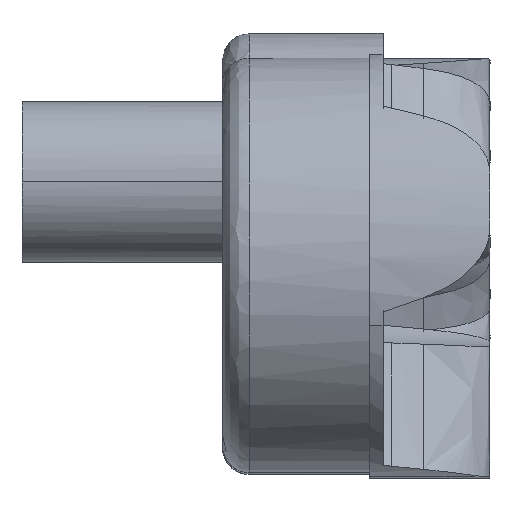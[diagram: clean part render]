
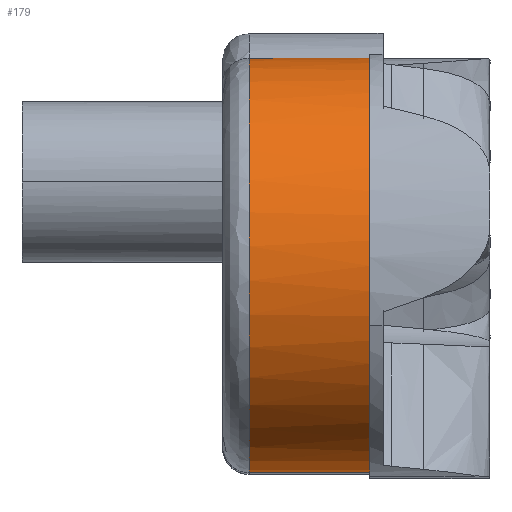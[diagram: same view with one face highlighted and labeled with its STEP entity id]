
A CAD part, top view. The second image highlights one B-rep face of the part: STEP entity #179.
In plain terms, the highlighted cylindrical face has radius 1.55 mm (diameter 3.1 mm), a partial arc.
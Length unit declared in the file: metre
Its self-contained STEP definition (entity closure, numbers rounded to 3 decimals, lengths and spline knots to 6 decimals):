
#179 = ADVANCED_FACE( '', ( #324 ), #325, .T. );
#324 = FACE_OUTER_BOUND( '', #615, .T. );
#325 = CYLINDRICAL_SURFACE( '', #616, 0.00155 );
#615 = EDGE_LOOP( '', ( #2806, #2807, #2808, #2809 ) );
#616 = AXIS2_PLACEMENT_3D( '', #2810, #2811, #2812 );
#2806 = ORIENTED_EDGE( '', *, *, #3740, .T. );
#2807 = ORIENTED_EDGE( '', *, *, #3741, .T. );
#2808 = ORIENTED_EDGE( '', *, *, #3742, .T. );
#2809 = ORIENTED_EDGE( '', *, *, #3743, .F. );
#2810 = CARTESIAN_POINT( '', ( 0.01806, 0.00001, 0.00405 ) );
#2811 = DIRECTION( '', ( -1., 0., 0. ) );
#2812 = DIRECTION( '', ( 0., 1., 0. ) );
#3740 = EDGE_CURVE( '', #4112, #4113, #4114, .T. );
#3741 = EDGE_CURVE( '', #4113, #4115, #4116, .T. );
#3742 = EDGE_CURVE( '', #4115, #4117, #4118, .T. );
#3743 = EDGE_CURVE( '', #4112, #4117, #4119, .T. );
#4112 = VERTEX_POINT( '', #4744 );
#4113 = VERTEX_POINT( '', #4745 );
#4114 = LINE( '', #4746, #4747 );
#4115 = VERTEX_POINT( '', #4748 );
#4116 = B_SPLINE_CURVE_WITH_KNOTS( '', 3, ( #4749, #4750, #4751, #4752, #4753, #4754, #4755, #4756, #4757, #4758, #4759, #4760, #4761, #4762, #4763, #4764, #4765, #4766 ), .UNSPECIFIED., .F., .F., ( 4, 2, 2, 2, 2, 2, 2, 2, 4 ), ( 0., 0.125, 0.25, 0.375, 0.5, 0.625, 0.75, 0.875, 1. ), .UNSPECIFIED. );
#4117 = VERTEX_POINT( '', #4767 );
#4118 = LINE( '', #4768, #4769 );
#4119 = B_SPLINE_CURVE_WITH_KNOTS( '', 5, ( #4770, #4771, #4772, #4773, #4774, #4775 ), .UNSPECIFIED., .F., .F., ( 6, 6 ), ( 0., 1. ), .UNSPECIFIED. );
#4744 = CARTESIAN_POINT( '', ( 0.01761, -0.00154, 0.00405 ) );
#4745 = CARTESIAN_POINT( '', ( 0.01851, -0.00154, 0.00405 ) );
#4746 = CARTESIAN_POINT( '', ( 0.01761, -0.00154, 0.00405 ) );
#4747 = VECTOR( '', #6595, 1. );
#4748 = CARTESIAN_POINT( '', ( 0.01851, 0.00156, 0.00405 ) );
#4749 = CARTESIAN_POINT( '', ( 0.01851, -0.00154, 0.00405 ) );
#4750 = CARTESIAN_POINT( '', ( 0.01851, -0.00154, 0.004253 ) );
#4751 = CARTESIAN_POINT( '', ( 0.01851, -0.0015, 0.004456 ) );
#4752 = CARTESIAN_POINT( '', ( 0.01851, -0.001344, 0.004831 ) );
#4753 = CARTESIAN_POINT( '', ( 0.01851, -0.001229, 0.005003 ) );
#4754 = CARTESIAN_POINT( '', ( 0.01851, -0.000943, 0.005289 ) );
#4755 = CARTESIAN_POINT( '', ( 0.01851, -0.000771, 0.005404 ) );
#4756 = CARTESIAN_POINT( '', ( 0.01851, -0.000396, 0.00556 ) );
#4757 = CARTESIAN_POINT( '', ( 0.01851, -0.000193, 0.0056 ) );
#4758 = CARTESIAN_POINT( '', ( 0.01851, 0.000213, 0.0056 ) );
#4759 = CARTESIAN_POINT( '', ( 0.01851, 0.000416, 0.00556 ) );
#4760 = CARTESIAN_POINT( '', ( 0.01851, 0.000791, 0.005404 ) );
#4761 = CARTESIAN_POINT( '', ( 0.01851, 0.000963, 0.005289 ) );
#4762 = CARTESIAN_POINT( '', ( 0.01851, 0.001249, 0.005003 ) );
#4763 = CARTESIAN_POINT( '', ( 0.01851, 0.001364, 0.004831 ) );
#4764 = CARTESIAN_POINT( '', ( 0.01851, 0.00152, 0.004456 ) );
#4765 = CARTESIAN_POINT( '', ( 0.01851, 0.00156, 0.004253 ) );
#4766 = CARTESIAN_POINT( '', ( 0.01851, 0.00156, 0.00405 ) );
#4767 = CARTESIAN_POINT( '', ( 0.01761, 0.00156, 0.00405 ) );
#4768 = CARTESIAN_POINT( '', ( 0.01851, 0.00156, 0.00405 ) );
#4769 = VECTOR( '', #6596, 1. );
#4770 = CARTESIAN_POINT( '', ( 0.01761, -0.00154, 0.00405 ) );
#4771 = CARTESIAN_POINT( '', ( 0.01761, -0.00154, 0.005024 ) );
#4772 = CARTESIAN_POINT( '', ( 0.01761, -0.000785, 0.00604 ) );
#4773 = CARTESIAN_POINT( '', ( 0.01761, 0.000805, 0.00604 ) );
#4774 = CARTESIAN_POINT( '', ( 0.01761, 0.00156, 0.005024 ) );
#4775 = CARTESIAN_POINT( '', ( 0.01761, 0.00156, 0.00405 ) );
#6595 = DIRECTION( '', ( 1., 0., 0. ) );
#6596 = DIRECTION( '', ( -1., 0., 0. ) );
